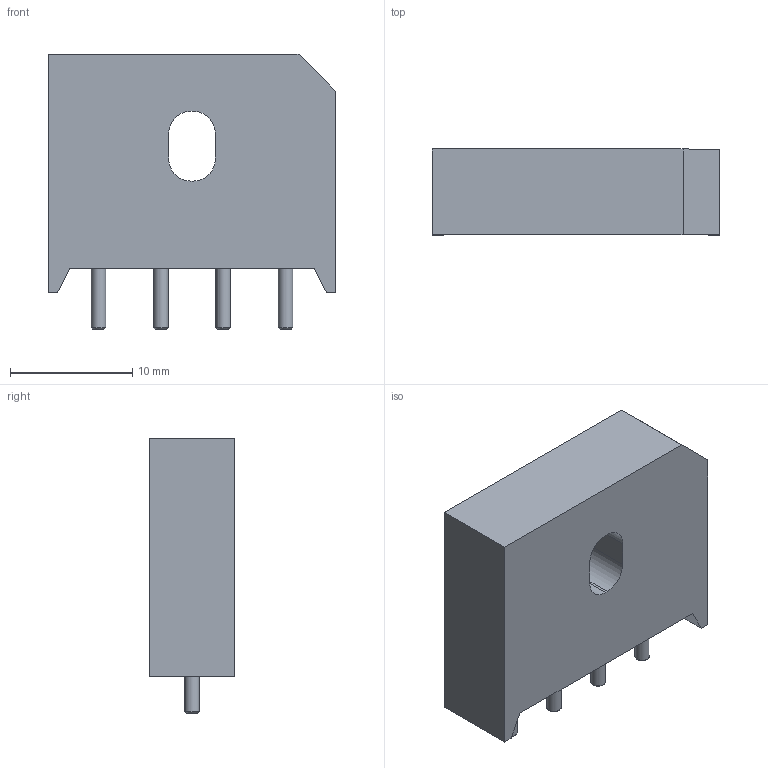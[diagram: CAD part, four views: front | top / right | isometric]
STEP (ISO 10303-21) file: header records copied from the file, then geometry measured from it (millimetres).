
FILE_DESCRIPTION(/* description */ ('Alibre Inc.'),/* implementation_level */ '2;1');
FILE_NAME(/* name */ 'export0',/* time_stamp */ '2014-08-20T10:19:46+03:00',/* author */ (''),/* organization */ (''),/* preprocessor_version */ 'ST-DEVELOPER v14',/* originating_system */ 'Alibre',/* authorisation */ '');
FILE_SCHEMA (('AUTOMOTIVE_DESIGN'));
Length unit declared in the file: centimetre
Bounding box: 23.5 x 7 x 22.5 mm (x, y, z)
Volume: 2772.6 mm3; surface area: 1578.1 mm2
Topology: 1 solids, 1 shells, 31 faces, 71 edges, 46 vertices
Faces by surface type: plane 19, cylinder 8, cone 4
Full cylindrical faces by diameter (mm): 1.2 x4
Entity records: 878 total; most frequent: CARTESIAN_POINT 140, ORIENTED_EDGE 126, DIRECTION 126, EDGE_CURVE 63, AXIS2_PLACEMENT_3D 51, VERTEX_POINT 46, EDGE_LOOP 45, FACE_BOUND 45
